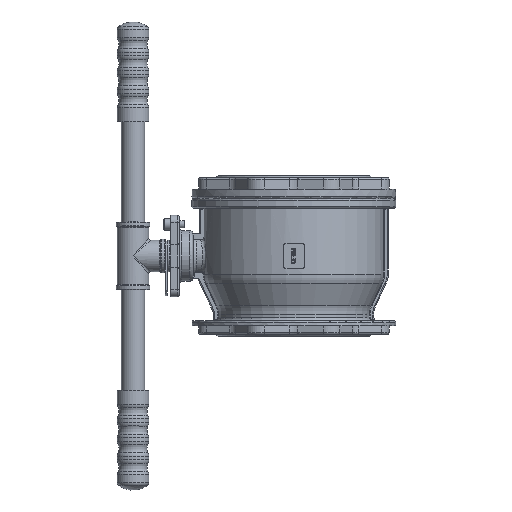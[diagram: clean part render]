
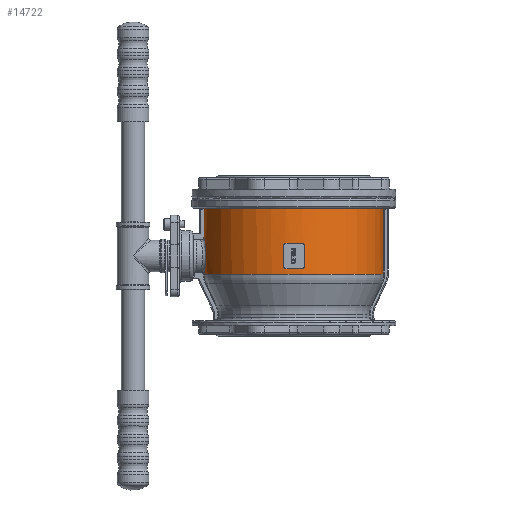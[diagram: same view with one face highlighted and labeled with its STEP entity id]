
A CAD part, left-side view. The second image highlights one B-rep face of the part: STEP entity #14722.
In plain terms, the highlighted cylindrical face has radius 126 mm (diameter 252 mm), a partial arc.
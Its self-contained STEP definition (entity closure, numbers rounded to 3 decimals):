
#242=B_SPLINE_CURVE_WITH_KNOTS('',3,(#36614,#36615,#36616,#36617,#36618),
 .UNSPECIFIED.,.F.,.F.,(4,1,4),(0.,0.003,
0.006),.UNSPECIFIED.);
#243=B_SPLINE_CURVE_WITH_KNOTS('',3,(#36630,#36631,#36632,#36633,#36634),
 .UNSPECIFIED.,.F.,.F.,(4,1,4),(0.,0.003,
0.006),.UNSPECIFIED.);
#244=B_SPLINE_CURVE_WITH_KNOTS('',3,(#36646,#36647,#36648,#36649,#36650),
 .UNSPECIFIED.,.F.,.F.,(4,1,4),(0.,0.003,
0.006),.UNSPECIFIED.);
#245=B_SPLINE_CURVE_WITH_KNOTS('',3,(#36662,#36663,#36664,#36665,#36666),
 .UNSPECIFIED.,.F.,.F.,(4,1,4),(0.,0.003,
0.006),.UNSPECIFIED.);
#428=B_SPLINE_CURVE_WITH_KNOTS('',3,(#53923,#53924,#53925,#53926,#53927),
 .UNSPECIFIED.,.F.,.F.,(4,1,4),(0.,0.001,0.002),
 .UNSPECIFIED.);
#429=B_SPLINE_CURVE_WITH_KNOTS('',3,(#53938,#53939,#53940,#53941),
 .UNSPECIFIED.,.F.,.F.,(4,4),(0.,0.),.UNSPECIFIED.);
#538=B_SPLINE_CURVE_WITH_KNOTS('',3,(#61847,#61848,#61849,#61850,#61851,
#61852,#61853,#61854,#61855,#61856,#61857,#61858,#61859,#61860,#61861,#61862,
#61863),.UNSPECIFIED.,.F.,.F.,(4,1,1,1,1,1,1,1,1,1,1,1,1,1,4),(0.,0.063,
0.125,0.25,0.313,0.375,0.438,0.5,0.563,0.625,0.688,0.75,0.875,0.938,
1.),.UNSPECIFIED.);
#939=LINE('',#36624,#1978);
#946=LINE('',#36656,#1985);
#1328=LINE('',#53955,#2367);
#1410=LINE('',#60065,#2449);
#1978=VECTOR('',#17842,1000.);
#1985=VECTOR('',#17863,1000.);
#2367=VECTOR('',#18587,1000.);
#2449=VECTOR('',#18869,1000.);
#3068=CYLINDRICAL_SURFACE('',#16184,126.);
#6754=ORIENTED_EDGE('',*,*,#7931,.F.);
#6755=ORIENTED_EDGE('',*,*,#7928,.F.);
#6756=ORIENTED_EDGE('',*,*,#7925,.F.);
#6757=ORIENTED_EDGE('',*,*,#7922,.F.);
#6758=ORIENTED_EDGE('',*,*,#7919,.F.);
#6759=ORIENTED_EDGE('',*,*,#7916,.F.);
#6760=ORIENTED_EDGE('',*,*,#7913,.F.);
#6761=ORIENTED_EDGE('',*,*,#7910,.F.);
#6762=ORIENTED_EDGE('',*,*,#9156,.T.);
#6763=ORIENTED_EDGE('',*,*,#8523,.T.);
#6764=ORIENTED_EDGE('',*,*,#8756,.T.);
#6765=ORIENTED_EDGE('',*,*,#9137,.T.);
#6766=ORIENTED_EDGE('',*,*,#9180,.T.);
#6767=ORIENTED_EDGE('',*,*,#8533,.T.);
#6768=ORIENTED_EDGE('',*,*,#8528,.T.);
#7910=EDGE_CURVE('',#9770,#9772,#10943,.T.);
#7913=EDGE_CURVE('',#9772,#9774,#242,.T.);
#7916=EDGE_CURVE('',#9774,#9776,#939,.T.);
#7919=EDGE_CURVE('',#9776,#9778,#243,.T.);
#7922=EDGE_CURVE('',#9778,#9780,#10946,.T.);
#7925=EDGE_CURVE('',#9780,#9782,#244,.T.);
#7928=EDGE_CURVE('',#9782,#9784,#946,.T.);
#7931=EDGE_CURVE('',#9784,#9770,#245,.T.);
#8523=EDGE_CURVE('',#10199,#10200,#428,.T.);
#8528=EDGE_CURVE('',#10204,#10203,#429,.T.);
#8533=EDGE_CURVE('',#10206,#10204,#1328,.T.);
#8756=EDGE_CURVE('',#10200,#10343,#1410,.T.);
#9137=EDGE_CURVE('',#10343,#10351,#538,.T.);
#9156=EDGE_CURVE('',#10203,#10199,#11192,.T.);
#9180=EDGE_CURVE('',#10351,#10206,#11214,.T.);
#9770=VERTEX_POINT('',#36606);
#9772=VERTEX_POINT('',#36609);
#9774=VERTEX_POINT('',#36619);
#9776=VERTEX_POINT('',#36625);
#9778=VERTEX_POINT('',#36635);
#9780=VERTEX_POINT('',#36641);
#9782=VERTEX_POINT('',#36651);
#9784=VERTEX_POINT('',#36657);
#10199=VERTEX_POINT('',#53928);
#10200=VERTEX_POINT('',#53929);
#10203=VERTEX_POINT('',#53937);
#10204=VERTEX_POINT('',#53942);
#10206=VERTEX_POINT('',#53952);
#10343=VERTEX_POINT('',#60066);
#10351=VERTEX_POINT('',#60166);
#10943=CIRCLE('',#15541,126.);
#10946=CIRCLE('',#15548,126.);
#11192=CIRCLE('',#16143,126.);
#11214=CIRCLE('',#16172,126.);
#12264=EDGE_LOOP('',(#6754,#6755,#6756,#6757,#6758,#6759,#6760,#6761));
#12265=EDGE_LOOP('',(#6762,#6763,#6764,#6765,#6766,#6767,#6768));
#13410=FACE_BOUND('',#12264,.T.);
#13411=FACE_BOUND('',#12265,.T.);
#14722=ADVANCED_FACE('',(#13410,#13411),#3068,.T.);
#15541=AXIS2_PLACEMENT_3D('',#36608,#17831,#17832);
#15548=AXIS2_PLACEMENT_3D('',#36640,#17852,#17853);
#16143=AXIS2_PLACEMENT_3D('',#62858,#19711,#19712);
#16172=AXIS2_PLACEMENT_3D('',#62959,#19769,#19770);
#16184=AXIS2_PLACEMENT_3D('',#62982,#19793,#19794);
#17831=DIRECTION('',(0.,0.,-1.));
#17832=DIRECTION('',(0.,1.,0.));
#17842=DIRECTION('',(0.,0.,-1.));
#17852=DIRECTION('',(0.,0.,1.));
#17853=DIRECTION('',(0.,-1.,0.));
#17863=DIRECTION('',(0.,0.,1.));
#18587=DIRECTION('',(0.,0.,1.));
#18869=DIRECTION('',(0.,0.,-1.));
#19711=DIRECTION('',(0.,0.,-1.));
#19712=DIRECTION('',(1.,0.,0.));
#19769=DIRECTION('',(0.,0.,1.));
#19770=DIRECTION('',(1.,0.,0.));
#19793=DIRECTION('',(0.,0.,1.));
#19794=DIRECTION('',(1.,0.,0.));
#36606=CARTESIAN_POINT('',(-125.519,-11.,17.5));
#36608=CARTESIAN_POINT('',(0.,0.,17.5));
#36609=CARTESIAN_POINT('',(-125.519,11.,17.5));
#36614=CARTESIAN_POINT('',(-125.519,11.,17.5));
#36615=CARTESIAN_POINT('',(-125.426,12.055,17.5));
#36616=CARTESIAN_POINT('',(-125.213,14.121,16.635));
#36617=CARTESIAN_POINT('',(-125.104,15.,14.559));
#36618=CARTESIAN_POINT('',(-125.104,15.,13.5));
#36619=CARTESIAN_POINT('',(-125.104,15.,13.5));
#36624=CARTESIAN_POINT('',(-125.104,15.,-31.83));
#36625=CARTESIAN_POINT('',(-125.104,15.,-13.5));
#36630=CARTESIAN_POINT('',(-125.104,15.,-13.5));
#36631=CARTESIAN_POINT('',(-125.104,15.,-14.559));
#36632=CARTESIAN_POINT('',(-125.213,14.125,-16.631));
#36633=CARTESIAN_POINT('',(-125.426,12.055,-17.5));
#36634=CARTESIAN_POINT('',(-125.519,11.,-17.5));
#36635=CARTESIAN_POINT('',(-125.519,11.,-17.5));
#36640=CARTESIAN_POINT('',(0.,0.,-17.5));
#36641=CARTESIAN_POINT('',(-125.519,-11.,-17.5));
#36646=CARTESIAN_POINT('',(-125.519,-11.,-17.5));
#36647=CARTESIAN_POINT('',(-125.426,-12.055,-17.5));
#36648=CARTESIAN_POINT('',(-125.213,-14.121,-16.635));
#36649=CARTESIAN_POINT('',(-125.104,-15.,-14.559));
#36650=CARTESIAN_POINT('',(-125.104,-15.,-13.5));
#36651=CARTESIAN_POINT('',(-125.104,-15.,-13.5));
#36656=CARTESIAN_POINT('',(-125.104,-15.,-31.83));
#36657=CARTESIAN_POINT('',(-125.104,-15.,13.5));
#36662=CARTESIAN_POINT('',(-125.104,-15.,13.5));
#36663=CARTESIAN_POINT('',(-125.104,-15.,14.559));
#36664=CARTESIAN_POINT('',(-125.213,-14.125,16.631));
#36665=CARTESIAN_POINT('',(-125.426,-12.055,17.5));
#36666=CARTESIAN_POINT('',(-125.519,-11.,17.5));
#53923=CARTESIAN_POINT('',(-13.5,125.275,67.));
#53924=CARTESIAN_POINT('',(-13.105,125.317,67.));
#53925=CARTESIAN_POINT('',(-12.33,125.396,66.676));
#53926=CARTESIAN_POINT('',(-12.,125.427,65.897));
#53927=CARTESIAN_POINT('',(-12.,125.427,65.5));
#53928=CARTESIAN_POINT('',(-13.5,125.275,67.));
#53929=CARTESIAN_POINT('',(-12.,125.427,65.5));
#53937=CARTESIAN_POINT('',(-13.5,-125.275,67.));
#53938=CARTESIAN_POINT('',(-13.341,-125.292,66.992));
#53939=CARTESIAN_POINT('',(-13.394,-125.286,66.997));
#53940=CARTESIAN_POINT('',(-13.447,-125.28,67.));
#53941=CARTESIAN_POINT('',(-13.5,-125.275,67.));
#53942=CARTESIAN_POINT('',(-13.341,-125.292,66.992));
#53952=CARTESIAN_POINT('',(-13.341,-125.292,-25.224));
#53955=CARTESIAN_POINT('',(-13.341,-125.292,-31.83));
#60065=CARTESIAN_POINT('',(-12.,125.427,-31.83));
#60066=CARTESIAN_POINT('',(-12.,125.427,27.283));
#60166=CARTESIAN_POINT('',(-15.621,125.028,-25.224));
#61847=CARTESIAN_POINT('',(-12.,125.427,27.283));
#61848=CARTESIAN_POINT('',(-13.188,125.314,26.718));
#61849=CARTESIAN_POINT('',(-15.482,125.06,25.426));
#61850=CARTESIAN_POINT('',(-19.724,124.476,22.189));
#61851=CARTESIAN_POINT('',(-23.184,123.863,18.211));
#61852=CARTESIAN_POINT('',(-25.829,123.328,13.572));
#61853=CARTESIAN_POINT('',(-27.319,123.005,9.927));
#61854=CARTESIAN_POINT('',(-28.351,122.77,6.044));
#61855=CARTESIAN_POINT('',(-28.868,122.649,2.099));
#61856=CARTESIAN_POINT('',(-28.885,122.645,-1.873));
#61857=CARTESIAN_POINT('',(-28.384,122.762,-5.87));
#61858=CARTESIAN_POINT('',(-27.397,122.988,-9.694));
#61859=CARTESIAN_POINT('',(-25.406,123.421,-14.659));
#61860=CARTESIAN_POINT('',(-22.526,123.993,-19.086));
#61861=CARTESIAN_POINT('',(-18.791,124.603,-22.888));
#61862=CARTESIAN_POINT('',(-16.712,124.892,-24.493));
#61863=CARTESIAN_POINT('',(-15.621,125.028,-25.224));
#62858=CARTESIAN_POINT('',(0.,0.,67.));
#62959=CARTESIAN_POINT('',(0.,0.,-25.224));
#62982=CARTESIAN_POINT('',(0.,0.,-31.83));
